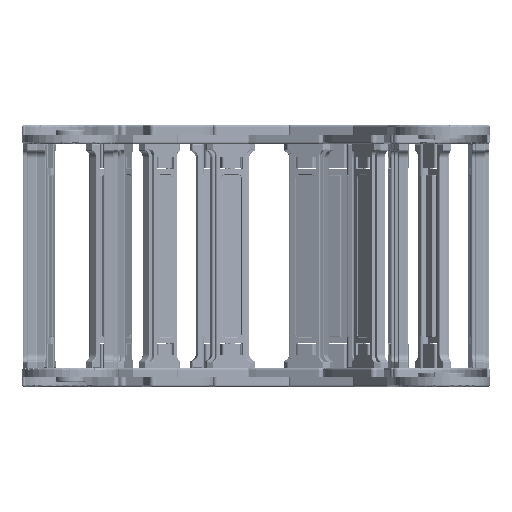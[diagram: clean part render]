
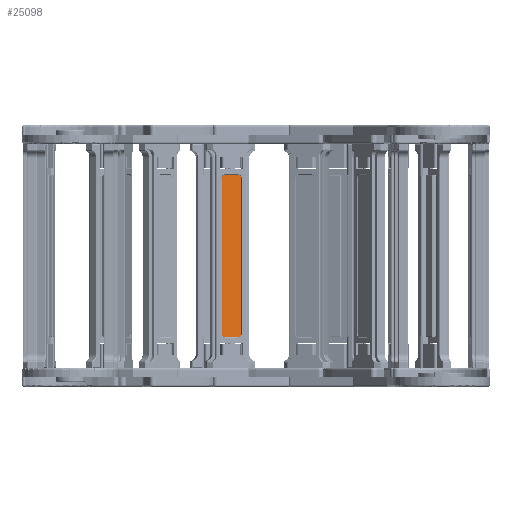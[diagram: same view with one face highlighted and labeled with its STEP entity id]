
A CAD part, left-side view. The second image highlights one B-rep face of the part: STEP entity #25098.
In plain terms, the highlighted face is planar.
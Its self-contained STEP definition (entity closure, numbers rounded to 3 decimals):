
#1093 = DIRECTION ( 'NONE',  ( 0., 0., 1. ) ) ;
#1229 = CARTESIAN_POINT ( 'NONE',  ( -28.697, 70.705, -13.755 ) ) ;
#1426 = LINE ( 'NONE', #31024, #7793 ) ;
#2047 = CARTESIAN_POINT ( 'NONE',  ( -39.509, 70.705, 65.123 ) ) ;
#2123 = EDGE_CURVE ( 'NONE', #11159, #42018, #29268, .T. ) ;
#2338 = AXIS2_PLACEMENT_3D ( 'NONE', #19349, #44626, #1093 ) ;
#2629 = VERTEX_POINT ( 'NONE', #1229 ) ;
#2709 = CARTESIAN_POINT ( 'NONE',  ( -30.635, 70.705, 65.123 ) ) ;
#3117 = VERTEX_POINT ( 'NONE', #21249 ) ;
#5703 = CARTESIAN_POINT ( 'NONE',  ( -28.697, 70.705, 65.123 ) ) ;
#5949 = DIRECTION ( 'NONE',  ( 0., 0., 1. ) ) ;
#5995 = EDGE_CURVE ( 'NONE', #33757, #42018, #8851, .T. ) ;
#6399 = DIRECTION ( 'NONE',  ( 0., 0., 1. ) ) ;
#6789 = EDGE_CURVE ( 'NONE', #32692, #31629, #41588, .T. ) ;
#7148 = ORIENTED_EDGE ( 'NONE', *, *, #26101, .T. ) ;
#7285 = EDGE_CURVE ( 'NONE', #2629, #20439, #18037, .T. ) ;
#7793 = VECTOR ( 'NONE', #45838, 1000. ) ;
#8671 = DIRECTION ( 'NONE',  ( 0., 0., -1. ) ) ;
#8851 = CIRCLE ( 'NONE', #27579, 1.938 ) ;
#9555 = EDGE_CURVE ( 'NONE', #20439, #33757, #15016, .T. ) ;
#10148 = CARTESIAN_POINT ( 'NONE',  ( -30.635, 70.705, -13.755 ) ) ;
#10989 = ORIENTED_EDGE ( 'NONE', *, *, #5995, .F. ) ;
#11159 = VERTEX_POINT ( 'NONE', #22450 ) ;
#13270 = LINE ( 'NONE', #5703, #41993 ) ;
#13547 = ORIENTED_EDGE ( 'NONE', *, *, #20440, .T. ) ;
#14488 = ORIENTED_EDGE ( 'NONE', *, *, #2123, .T. ) ;
#14676 = AXIS2_PLACEMENT_3D ( 'NONE', #16943, #16611, #5949 ) ;
#15016 = LINE ( 'NONE', #27635, #33978 ) ;
#16611 = DIRECTION ( 'NONE',  ( 0., -1., 0. ) ) ;
#16943 = CARTESIAN_POINT ( 'NONE',  ( -30.635, 70.705, 70.023 ) ) ;
#17531 = DIRECTION ( 'NONE',  ( 0., 1., 0. ) ) ;
#18037 = CIRCLE ( 'NONE', #38075, 1.938 ) ;
#19015 = ORIENTED_EDGE ( 'NONE', *, *, #19401, .T. ) ;
#19349 = CARTESIAN_POINT ( 'NONE',  ( -37.571, 70.705, 70.023 ) ) ;
#19401 = EDGE_CURVE ( 'NONE', #31629, #3117, #1426, .T. ) ;
#19470 = VECTOR ( 'NONE', #8671, 1000. ) ;
#19558 = EDGE_LOOP ( 'NONE', ( #14488, #10989, #28259, #29404, #7148, #46054, #19015, #13547 ) ) ;
#20439 = VERTEX_POINT ( 'NONE', #37525 ) ;
#20440 = EDGE_CURVE ( 'NONE', #3117, #11159, #27899, .T. ) ;
#21249 = CARTESIAN_POINT ( 'NONE',  ( -37.571, 70.705, 71.961 ) ) ;
#21263 = CARTESIAN_POINT ( 'NONE',  ( -37.571, 70.705, -13.755 ) ) ;
#21391 = CARTESIAN_POINT ( 'NONE',  ( -39.509, 70.705, -13.755 ) ) ;
#22450 = CARTESIAN_POINT ( 'NONE',  ( -39.509, 70.705, 70.023 ) ) ;
#23413 = AXIS2_PLACEMENT_3D ( 'NONE', #2709, #28479, #6399 ) ;
#25098 = ADVANCED_FACE ( 'NONE', ( #37502 ), #39266, .T. ) ;
#26101 = EDGE_CURVE ( 'NONE', #2629, #32692, #13270, .T. ) ;
#26789 = CARTESIAN_POINT ( 'NONE',  ( -37.571, 70.705, -15.693 ) ) ;
#27579 = AXIS2_PLACEMENT_3D ( 'NONE', #21263, #17531, #43432 ) ;
#27635 = CARTESIAN_POINT ( 'NONE',  ( -30.635, 70.705, -15.693 ) ) ;
#27899 = CIRCLE ( 'NONE', #2338, 1.938 ) ;
#28259 = ORIENTED_EDGE ( 'NONE', *, *, #9555, .F. ) ;
#28474 = DIRECTION ( 'NONE',  ( 0., 1., 0. ) ) ;
#28479 = DIRECTION ( 'NONE',  ( 0., -1., 0. ) ) ;
#28601 = CARTESIAN_POINT ( 'NONE',  ( -30.635, 70.705, 71.961 ) ) ;
#29131 = CARTESIAN_POINT ( 'NONE',  ( -28.697, 70.705, 70.023 ) ) ;
#29268 = LINE ( 'NONE', #2047, #19470 ) ;
#29404 = ORIENTED_EDGE ( 'NONE', *, *, #7285, .F. ) ;
#31024 = CARTESIAN_POINT ( 'NONE',  ( -30.635, 70.705, 71.961 ) ) ;
#31629 = VERTEX_POINT ( 'NONE', #28601 ) ;
#32215 = DIRECTION ( 'NONE',  ( 0., 0., -1. ) ) ;
#32692 = VERTEX_POINT ( 'NONE', #29131 ) ;
#33757 = VERTEX_POINT ( 'NONE', #26789 ) ;
#33978 = VECTOR ( 'NONE', #45852, 1000. ) ;
#37502 = FACE_OUTER_BOUND ( 'NONE', #19558, .T. ) ;
#37525 = CARTESIAN_POINT ( 'NONE',  ( -30.635, 70.705, -15.693 ) ) ;
#38075 = AXIS2_PLACEMENT_3D ( 'NONE', #10148, #28474, #32215 ) ;
#38729 = DIRECTION ( 'NONE',  ( 0., 0., 1. ) ) ;
#39266 = PLANE ( 'NONE',  #23413 ) ;
#41588 = CIRCLE ( 'NONE', #14676, 1.938 ) ;
#41993 = VECTOR ( 'NONE', #38729, 1000. ) ;
#42018 = VERTEX_POINT ( 'NONE', #21391 ) ;
#43432 = DIRECTION ( 'NONE',  ( 0., 0., -1. ) ) ;
#44626 = DIRECTION ( 'NONE',  ( 0., -1., 0. ) ) ;
#45838 = DIRECTION ( 'NONE',  ( -1., 0., 0. ) ) ;
#45852 = DIRECTION ( 'NONE',  ( -1., 0., 0. ) ) ;
#46054 = ORIENTED_EDGE ( 'NONE', *, *, #6789, .T. ) ;
